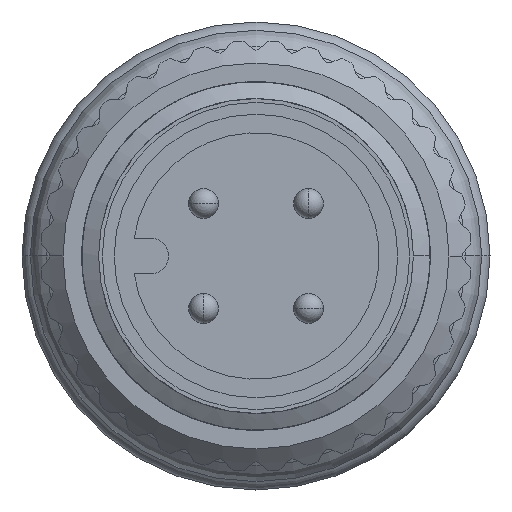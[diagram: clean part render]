
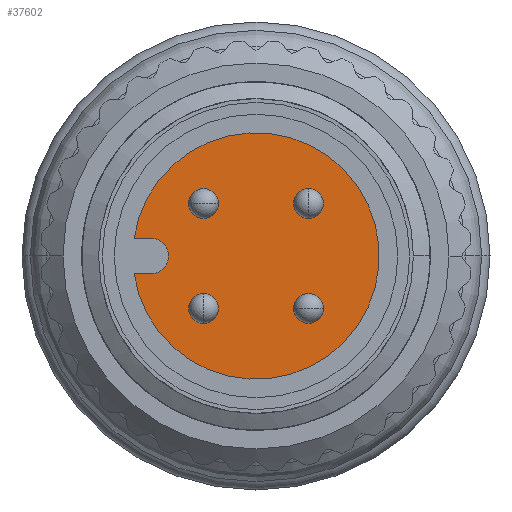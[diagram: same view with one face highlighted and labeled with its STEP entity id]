
A CAD part, left-side view. The second image highlights one B-rep face of the part: STEP entity #37602.
In plain terms, the highlighted planar face has unit normal (-1, 0, 0).
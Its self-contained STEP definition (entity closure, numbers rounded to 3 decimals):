
#18089=CARTESIAN_POINT('',(-130.65,0.,0.));
#18090=DIRECTION('',(-1.,0.,0.));
#18091=DIRECTION('',(0.,0.989,-0.145));
#18092=AXIS2_PLACEMENT_3D('',#18089,#18090,#18091);
#18107=CARTESIAN_POINT('',(-130.65,3.55,0.));
#18108=DIRECTION('',(-1.,0.,0.));
#18109=DIRECTION('',(0.,0.,-1.));
#18110=AXIS2_PLACEMENT_3D('',#18107,#18108,#18109);
#18112=DIRECTION('',(0.,1.,0.));
#18113=VECTOR('',#18112,0.556);
#18114=CARTESIAN_POINT('',(-130.65,3.55,0.6));
#18115=LINE('',#18114,#18113);
#18116=DIRECTION('',(0.,-1.,0.));
#18117=VECTOR('',#18116,0.556);
#18118=CARTESIAN_POINT('',(-130.65,4.106,-0.6));
#18119=LINE('',#18118,#18117);
#18120=CARTESIAN_POINT('',(-130.65,1.768,1.768));
#18121=DIRECTION('',(1.,0.,0.));
#18122=DIRECTION('',(0.,1.,0.));
#18123=AXIS2_PLACEMENT_3D('',#18120,#18121,#18122);
#18125=CARTESIAN_POINT('',(-130.65,1.768,1.768));
#18126=DIRECTION('',(1.,0.,0.));
#18127=DIRECTION('',(0.,-1.,0.));
#18128=AXIS2_PLACEMENT_3D('',#18125,#18126,#18127);
#18130=CARTESIAN_POINT('',(-130.65,-1.768,1.768));
#18131=DIRECTION('',(1.,0.,0.));
#18132=DIRECTION('',(0.,0.,1.));
#18133=AXIS2_PLACEMENT_3D('',#18130,#18131,#18132);
#18135=CARTESIAN_POINT('',(-130.65,-1.768,1.768));
#18136=DIRECTION('',(1.,0.,0.));
#18137=DIRECTION('',(0.,0.,-1.));
#18138=AXIS2_PLACEMENT_3D('',#18135,#18136,#18137);
#18140=CARTESIAN_POINT('',(-130.65,-1.768,-1.768));
#18141=DIRECTION('',(1.,0.,0.));
#18142=DIRECTION('',(0.,-1.,0.));
#18143=AXIS2_PLACEMENT_3D('',#18140,#18141,#18142);
#18145=CARTESIAN_POINT('',(-130.65,-1.768,-1.768));
#18146=DIRECTION('',(1.,0.,0.));
#18147=DIRECTION('',(0.,1.,0.));
#18148=AXIS2_PLACEMENT_3D('',#18145,#18146,#18147);
#18150=CARTESIAN_POINT('',(-130.65,1.768,-1.768));
#18151=DIRECTION('',(1.,0.,0.));
#18152=DIRECTION('',(0.,0.,-1.));
#18153=AXIS2_PLACEMENT_3D('',#18150,#18151,#18152);
#18155=CARTESIAN_POINT('',(-130.65,1.768,-1.768));
#18156=DIRECTION('',(1.,0.,0.));
#18157=DIRECTION('',(0.,0.,1.));
#18158=AXIS2_PLACEMENT_3D('',#18155,#18156,#18157);
#19977=CARTESIAN_POINT('',(-130.65,4.106,-0.6));
#19979=VERTEX_POINT('',#19977);
#19980=CARTESIAN_POINT('',(-130.65,3.55,-0.6));
#19981=CARTESIAN_POINT('',(-130.65,3.55,0.6));
#19982=VERTEX_POINT('',#19980);
#19983=VERTEX_POINT('',#19981);
#19984=CARTESIAN_POINT('',(-130.65,4.106,0.6));
#19985=VERTEX_POINT('',#19984);
#20056=CARTESIAN_POINT('',(-130.65,2.268,1.768));
#20057=CARTESIAN_POINT('',(-130.65,1.268,1.768));
#20058=VERTEX_POINT('',#20056);
#20059=VERTEX_POINT('',#20057);
#20066=CARTESIAN_POINT('',(-130.65,-1.768,2.268));
#20067=CARTESIAN_POINT('',(-130.65,-1.768,1.268));
#20068=VERTEX_POINT('',#20066);
#20069=VERTEX_POINT('',#20067);
#20076=CARTESIAN_POINT('',(-130.65,-2.268,-1.768));
#20077=CARTESIAN_POINT('',(-130.65,-1.268,-1.768));
#20078=VERTEX_POINT('',#20076);
#20079=VERTEX_POINT('',#20077);
#20086=CARTESIAN_POINT('',(-130.65,1.768,-2.268));
#20087=CARTESIAN_POINT('',(-130.65,1.768,-1.268));
#20088=VERTEX_POINT('',#20086);
#20089=VERTEX_POINT('',#20087);
#37564=CARTESIAN_POINT('',(-130.65,0.,0.));
#37565=DIRECTION('',(1.,0.,0.));
#37566=DIRECTION('',(0.,1.,0.));
#37567=AXIS2_PLACEMENT_3D('',#37564,#37565,#37566);
#37568=PLANE('',#37567);
#37570=ORIENTED_EDGE('',*,*,#37569,.T.);
#37572=ORIENTED_EDGE('',*,*,#37571,.T.);
#37573=ORIENTED_EDGE('',*,*,#37554,.F.);
#37575=ORIENTED_EDGE('',*,*,#37574,.T.);
#37576=EDGE_LOOP('',(#37570,#37572,#37573,#37575));
#37577=FACE_OUTER_BOUND('',#37576,.F.);
#37579=ORIENTED_EDGE('',*,*,#37578,.F.);
#37581=ORIENTED_EDGE('',*,*,#37580,.F.);
#37582=EDGE_LOOP('',(#37579,#37581));
#37583=FACE_BOUND('',#37582,.F.);
#37585=ORIENTED_EDGE('',*,*,#37584,.F.);
#37587=ORIENTED_EDGE('',*,*,#37586,.F.);
#37588=EDGE_LOOP('',(#37585,#37587));
#37589=FACE_BOUND('',#37588,.F.);
#37591=ORIENTED_EDGE('',*,*,#37590,.F.);
#37593=ORIENTED_EDGE('',*,*,#37592,.F.);
#37594=EDGE_LOOP('',(#37591,#37593));
#37595=FACE_BOUND('',#37594,.F.);
#37597=ORIENTED_EDGE('',*,*,#37596,.F.);
#37599=ORIENTED_EDGE('',*,*,#37598,.F.);
#37600=EDGE_LOOP('',(#37597,#37599));
#37601=FACE_BOUND('',#37600,.F.);
#37602=ADVANCED_FACE('',(#37577,#37583,#37589,#37595,#37601),#37568,.F.);
#18093=CIRCLE('',#18092,4.15);
#18111=CIRCLE('',#18110,0.6);
#18124=CIRCLE('',#18123,0.5);
#18129=CIRCLE('',#18128,0.5);
#18134=CIRCLE('',#18133,0.5);
#18139=CIRCLE('',#18138,0.5);
#18144=CIRCLE('',#18143,0.5);
#18149=CIRCLE('',#18148,0.5);
#18154=CIRCLE('',#18153,0.5);
#18159=CIRCLE('',#18158,0.5);
#37554=EDGE_CURVE('',#19979,#19985,#18093,.T.);
#37569=EDGE_CURVE('',#19982,#19983,#18111,.T.);
#37571=EDGE_CURVE('',#19983,#19985,#18115,.T.);
#37574=EDGE_CURVE('',#19979,#19982,#18119,.T.);
#37578=EDGE_CURVE('',#20058,#20059,#18124,.T.);
#37580=EDGE_CURVE('',#20059,#20058,#18129,.T.);
#37584=EDGE_CURVE('',#20068,#20069,#18134,.T.);
#37586=EDGE_CURVE('',#20069,#20068,#18139,.T.);
#37590=EDGE_CURVE('',#20078,#20079,#18144,.T.);
#37592=EDGE_CURVE('',#20079,#20078,#18149,.T.);
#37596=EDGE_CURVE('',#20088,#20089,#18154,.T.);
#37598=EDGE_CURVE('',#20089,#20088,#18159,.T.);
